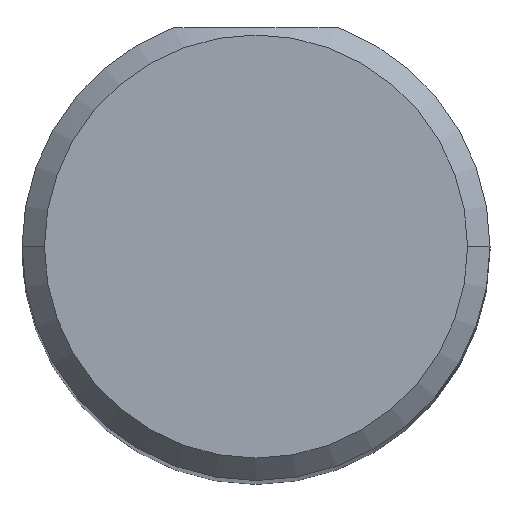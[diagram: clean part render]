
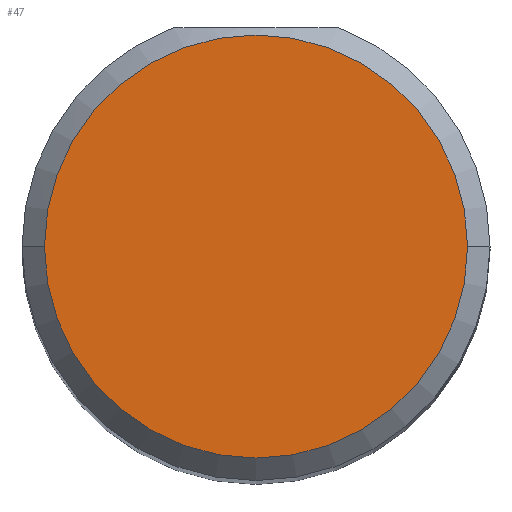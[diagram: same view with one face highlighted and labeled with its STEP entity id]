
A CAD part, top view. The second image highlights one B-rep face of the part: STEP entity #47.
In plain terms, the highlighted planar face has unit normal (0, 0, 1).
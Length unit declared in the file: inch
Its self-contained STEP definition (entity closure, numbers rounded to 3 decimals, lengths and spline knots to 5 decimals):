
#19 = DIRECTION ( 'NONE',  ( -1., 0., 0. ) ) ;
#31 = AXIS2_PLACEMENT_3D ( 'NONE', #263, #75, #374 ) ;
#41 = CARTESIAN_POINT ( 'NONE',  ( 0.76625, 0., 2.5 ) ) ;
#47 = ADVANCED_FACE ( 'NONE', ( #292 ), #290, .T. ) ;
#51 = EDGE_LOOP ( 'NONE', ( #297, #317 ) ) ;
#75 = DIRECTION ( 'NONE',  ( 0., 0., -1. ) ) ;
#76 = EDGE_CURVE ( 'NONE', #537, #562, #336, .T. ) ;
#153 = AXIS2_PLACEMENT_3D ( 'NONE', #234, #410, #19 ) ;
#195 = EDGE_CURVE ( 'NONE', #562, #537, #392, .T. ) ;
#234 = CARTESIAN_POINT ( 'NONE',  ( 0.625, 0., 2.5 ) ) ;
#245 = DIRECTION ( 'NONE',  ( 0., 0., 1. ) ) ;
#263 = CARTESIAN_POINT ( 'NONE',  ( 0.625, 0., 2.5 ) ) ;
#290 = PLANE ( 'NONE',  #391 ) ;
#292 = FACE_OUTER_BOUND ( 'NONE', #51, .T. ) ;
#297 = ORIENTED_EDGE ( 'NONE', *, *, #76, .F. ) ;
#317 = ORIENTED_EDGE ( 'NONE', *, *, #195, .F. ) ;
#336 = CIRCLE ( 'NONE', #153, 0.14125 ) ;
#367 = CARTESIAN_POINT ( 'NONE',  ( 0.625, 0., 2.5 ) ) ;
#374 = DIRECTION ( 'NONE',  ( -1., 0., 0. ) ) ;
#391 = AXIS2_PLACEMENT_3D ( 'NONE', #367, #245, #451 ) ;
#392 = CIRCLE ( 'NONE', #31, 0.14125 ) ;
#410 = DIRECTION ( 'NONE',  ( 0., 0., -1. ) ) ;
#451 = DIRECTION ( 'NONE',  ( -1., 0., 0. ) ) ;
#474 = CARTESIAN_POINT ( 'NONE',  ( 0.48375, 0., 2.5 ) ) ;
#537 = VERTEX_POINT ( 'NONE', #41 ) ;
#562 = VERTEX_POINT ( 'NONE', #474 ) ;
